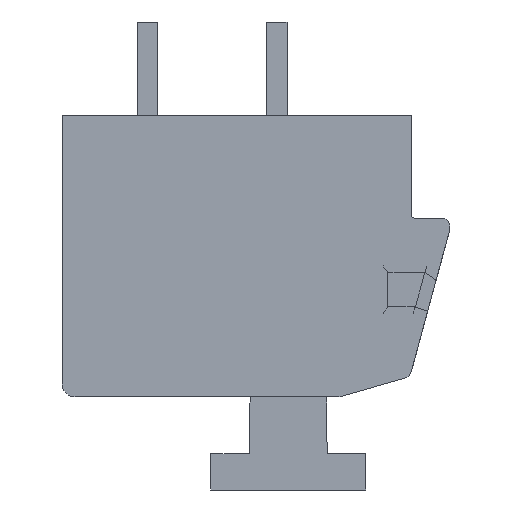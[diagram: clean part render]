
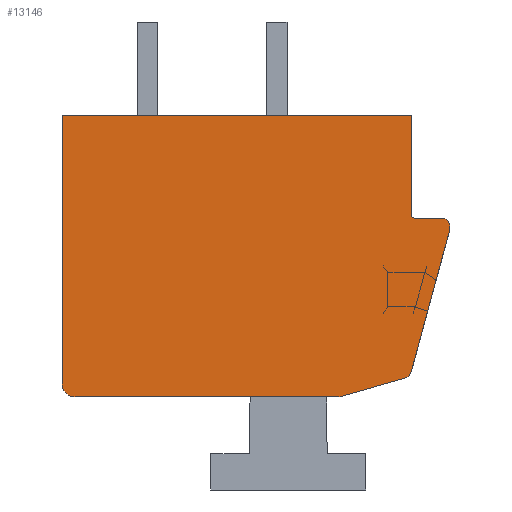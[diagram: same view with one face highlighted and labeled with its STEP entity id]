
A CAD part, front view. The second image highlights one B-rep face of the part: STEP entity #13146.
In plain terms, the highlighted planar face has unit normal (0, -1, 0).
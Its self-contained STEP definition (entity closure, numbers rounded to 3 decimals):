
#1=CARTESIAN_POINT('',(7.2,-108.75,1.15));
#2=DIRECTION('',(0.,-1.,0.));
#3=DIRECTION('',(1.,0.,0.));
#4=AXIS2_PLACEMENT_3D('',#1,#2,#3);
#6=DIRECTION('',(0.,0.,-1.));
#7=VECTOR('',#6,0.119);
#8=CARTESIAN_POINT('',(7.5,-108.75,1.15));
#9=LINE('',#8,#7);
#10=DIRECTION('',(0.262,0.,0.965));
#11=VECTOR('',#10,5.739);
#12=CARTESIAN_POINT('',(5.994,-108.75,-4.507));
#13=LINE('',#12,#11);
#14=CARTESIAN_POINT('',(5.705,-108.75,-4.428));
#15=DIRECTION('',(0.,-1.,0.));
#16=DIRECTION('',(0.274,0.,-0.962));
#17=AXIS2_PLACEMENT_3D('',#14,#15,#16);
#19=DIRECTION('',(0.962,0.,0.274));
#20=VECTOR('',#19,2.679);
#21=CARTESIAN_POINT('',(3.21,-108.75,-5.45));
#22=LINE('',#21,#20);
#23=DIRECTION('',(-1.,0.,0.));
#24=VECTOR('',#23,10.21);
#25=CARTESIAN_POINT('',(3.21,-108.75,-5.45));
#26=LINE('',#25,#24);
#27=CARTESIAN_POINT('',(-7.,-108.75,-4.95));
#28=DIRECTION('',(0.,-1.,0.));
#29=DIRECTION('',(-1.,0.,0.));
#30=AXIS2_PLACEMENT_3D('',#27,#28,#29);
#32=DIRECTION('',(0.,0.,1.));
#33=VECTOR('',#32,10.4);
#34=CARTESIAN_POINT('',(-7.5,-108.75,-4.95));
#35=LINE('',#34,#33);
#36=DIRECTION('',(1.,0.,0.));
#37=VECTOR('',#36,13.5);
#38=CARTESIAN_POINT('',(-7.5,-108.75,5.45));
#39=LINE('',#38,#37);
#40=DIRECTION('',(0.,0.,-1.));
#41=VECTOR('',#40,3.85);
#42=CARTESIAN_POINT('',(6.,-108.75,5.45));
#43=LINE('',#42,#41);
#44=DIRECTION('',(1.,0.,0.));
#45=VECTOR('',#44,1.05);
#46=CARTESIAN_POINT('',(6.15,-108.75,1.45));
#47=LINE('',#46,#45);
#60=CARTESIAN_POINT('',(6.15,-108.75,1.6));
#61=DIRECTION('',(0.,1.,0.));
#62=DIRECTION('',(0.,0.,-1.));
#63=AXIS2_PLACEMENT_3D('',#60,#61,#62);
#10471=CARTESIAN_POINT('',(-7.5,-108.75,5.45));
#10472=CARTESIAN_POINT('',(6.,-108.75,5.45));
#10473=VERTEX_POINT('',#10471);
#10474=VERTEX_POINT('',#10472);
#10475=CARTESIAN_POINT('',(6.,-108.75,1.6));
#10476=VERTEX_POINT('',#10475);
#10477=CARTESIAN_POINT('',(6.15,-108.75,1.45));
#10478=VERTEX_POINT('',#10477);
#10479=CARTESIAN_POINT('',(7.5,-108.75,1.15));
#10480=CARTESIAN_POINT('',(7.2,-108.75,1.45));
#10481=VERTEX_POINT('',#10479);
#10482=VERTEX_POINT('',#10480);
#10483=CARTESIAN_POINT('',(5.787,-108.75,-4.716));
#10484=CARTESIAN_POINT('',(5.994,-108.75,-4.507));
#10485=VERTEX_POINT('',#10483);
#10486=VERTEX_POINT('',#10484);
#10487=CARTESIAN_POINT('',(-7.5,-108.75,-4.95));
#10488=CARTESIAN_POINT('',(-7.,-108.75,-5.45));
#10489=VERTEX_POINT('',#10487);
#10490=VERTEX_POINT('',#10488);
#10491=CARTESIAN_POINT('',(3.21,-108.75,-5.45));
#10492=VERTEX_POINT('',#10491);
#10493=CARTESIAN_POINT('',(7.5,-108.75,1.031));
#10494=VERTEX_POINT('',#10493);
#13115=CARTESIAN_POINT('',(0.,-108.75,0.));
#13116=DIRECTION('',(0.,1.,0.));
#13117=DIRECTION('',(1.,0.,0.));
#13118=AXIS2_PLACEMENT_3D('',#13115,#13116,#13117);
#13119=PLANE('',#13118);
#13121=ORIENTED_EDGE('',*,*,#13120,.F.);
#13123=ORIENTED_EDGE('',*,*,#13122,.T.);
#13125=ORIENTED_EDGE('',*,*,#13124,.F.);
#13127=ORIENTED_EDGE('',*,*,#13126,.F.);
#13129=ORIENTED_EDGE('',*,*,#13128,.F.);
#13131=ORIENTED_EDGE('',*,*,#13130,.T.);
#13133=ORIENTED_EDGE('',*,*,#13132,.F.);
#13135=ORIENTED_EDGE('',*,*,#13134,.T.);
#13137=ORIENTED_EDGE('',*,*,#13136,.T.);
#13139=ORIENTED_EDGE('',*,*,#13138,.T.);
#13141=ORIENTED_EDGE('',*,*,#13140,.F.);
#13143=ORIENTED_EDGE('',*,*,#13142,.T.);
#13144=EDGE_LOOP('',(#13121,#13123,#13125,#13127,#13129,#13131,#13133,#13135,
#13137,#13139,#13141,#13143));
#13145=FACE_OUTER_BOUND('',#13144,.F.);
#13146=ADVANCED_FACE('',(#13145),#13119,.F.);
#5=CIRCLE('',#4,0.3);
#18=CIRCLE('',#17,0.3);
#31=CIRCLE('',#30,0.5);
#64=CIRCLE('',#63,0.15);
#13120=EDGE_CURVE('',#10481,#10482,#5,.T.);
#13122=EDGE_CURVE('',#10481,#10494,#9,.T.);
#13124=EDGE_CURVE('',#10486,#10494,#13,.T.);
#13126=EDGE_CURVE('',#10485,#10486,#18,.T.);
#13128=EDGE_CURVE('',#10492,#10485,#22,.T.);
#13130=EDGE_CURVE('',#10492,#10490,#26,.T.);
#13132=EDGE_CURVE('',#10489,#10490,#31,.T.);
#13134=EDGE_CURVE('',#10489,#10473,#35,.T.);
#13136=EDGE_CURVE('',#10473,#10474,#39,.T.);
#13138=EDGE_CURVE('',#10474,#10476,#43,.T.);
#13140=EDGE_CURVE('',#10478,#10476,#64,.T.);
#13142=EDGE_CURVE('',#10478,#10482,#47,.T.);
